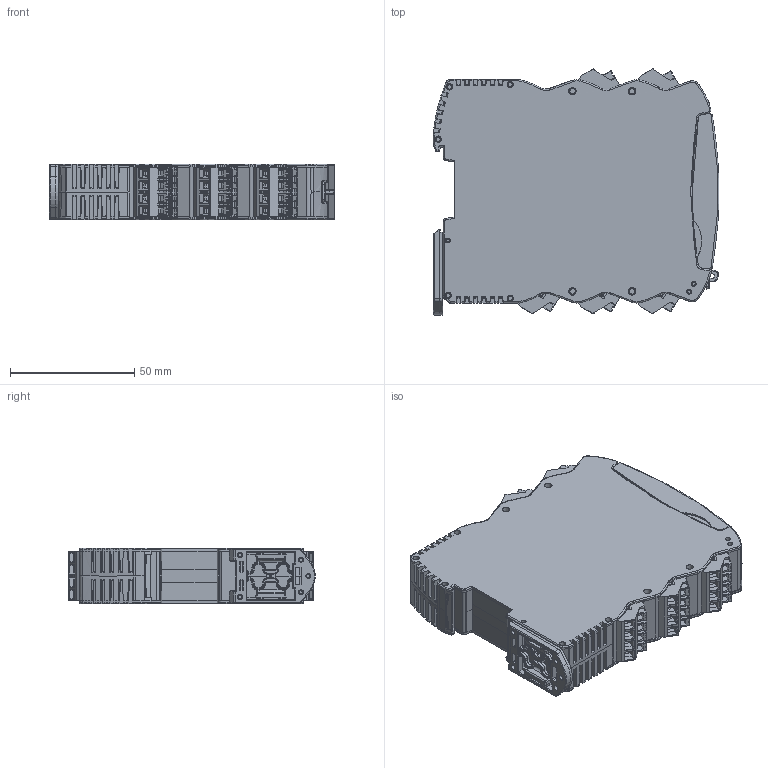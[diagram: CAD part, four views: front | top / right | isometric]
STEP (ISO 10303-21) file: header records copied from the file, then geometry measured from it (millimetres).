
FILE_DESCRIPTION (( 'STEP AP214' ), '1' );
FILE_NAME ('SRB-E-232ST-CC.STEP', '2024-10-24T09:37:03', ( '' ), ( '' ), 'SwSTEP 2.0', 'SolidWorks 2023', '' );
FILE_SCHEMA (( 'AUTOMOTIVE_DESIGN' ));
Products named in the file (1): SRB-E-232ST-CC
Bounding box: 114.89 x 99.15 x 22.5 mm (x, y, z)
Volume: 212554.5 mm3; surface area: 44330.5 mm2
Topology: 2 solids, 6 shells, 5368 faces, 14726 edges, 9291 vertices
Faces by surface type: plane 3063, cylinder 1431, bspline 654, cone 215, torus 5
Full cylindrical faces by diameter (mm): 1.7 x1
Entity records: 192264 total; most frequent: CARTESIAN_POINT 65356, ORIENTED_EDGE 29214, DIRECTION 22865, EDGE_CURVE 14607, LINE 9487, VECTOR 9487, VERTEX_POINT 9270, AXIS2_PLACEMENT_3D 6689
